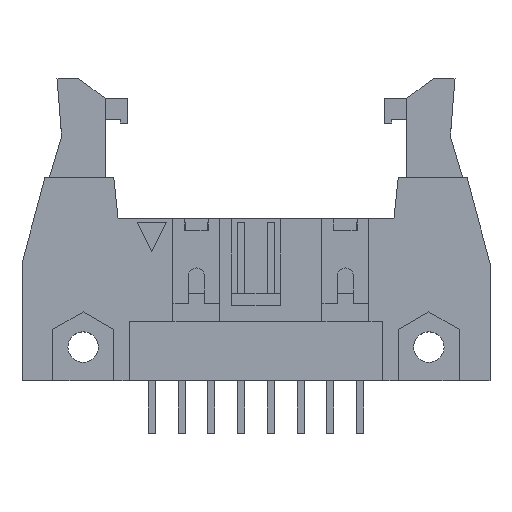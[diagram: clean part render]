
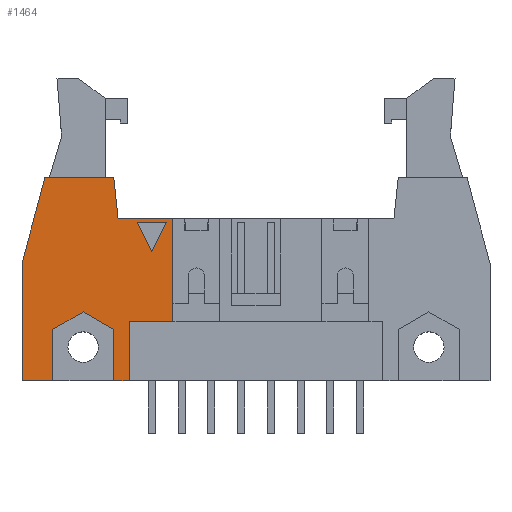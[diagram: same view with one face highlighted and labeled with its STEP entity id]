
A CAD part, top view. The second image highlights one B-rep face of the part: STEP entity #1464.
In plain terms, the highlighted planar face has unit normal (0, 0, 1).
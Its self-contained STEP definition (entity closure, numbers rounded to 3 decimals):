
#1205=FACE_BOUND('',#2283,.T.);
#1206=FACE_BOUND('',#2284,.T.);
#1464=ADVANCED_FACE('',(#1205,#1206),#1730,.T.);
#1730=PLANE('',#6483);
#2283=EDGE_LOOP('',(#3366,#3367,#3368));
#2284=EDGE_LOOP('',(#3369,#3370,#3371,#3372,#3373,#3374,#3375,#3376,#3377,
#3378,#3379,#3380,#3381,#3382));
#3366=ORIENTED_EDGE('',*,*,#4572,.T.);
#3367=ORIENTED_EDGE('',*,*,#4565,.T.);
#3368=ORIENTED_EDGE('',*,*,#4569,.T.);
#3369=ORIENTED_EDGE('',*,*,#4776,.T.);
#3370=ORIENTED_EDGE('',*,*,#4774,.F.);
#3371=ORIENTED_EDGE('',*,*,#4755,.F.);
#3372=ORIENTED_EDGE('',*,*,#4751,.F.);
#3373=ORIENTED_EDGE('',*,*,#4672,.F.);
#3374=ORIENTED_EDGE('',*,*,#4676,.F.);
#3375=ORIENTED_EDGE('',*,*,#4724,.F.);
#3376=ORIENTED_EDGE('',*,*,#4686,.T.);
#3377=ORIENTED_EDGE('',*,*,#4688,.T.);
#3378=ORIENTED_EDGE('',*,*,#4690,.T.);
#3379=ORIENTED_EDGE('',*,*,#4692,.T.);
#3380=ORIENTED_EDGE('',*,*,#4723,.F.);
#3381=ORIENTED_EDGE('',*,*,#4777,.T.);
#3382=ORIENTED_EDGE('',*,*,#4778,.T.);
#3987=VERTEX_POINT('',#8556);
#3988=VERTEX_POINT('',#8558);
#3990=VERTEX_POINT('',#8564);
#4062=VERTEX_POINT('',#8782);
#4063=VERTEX_POINT('',#8784);
#4065=VERTEX_POINT('',#8790);
#4073=VERTEX_POINT('',#8810);
#4074=VERTEX_POINT('',#8812);
#4075=VERTEX_POINT('',#8816);
#4076=VERTEX_POINT('',#8820);
#4077=VERTEX_POINT('',#8824);
#4101=VERTEX_POINT('',#8888);
#4116=VERTEX_POINT('',#8942);
#4119=VERTEX_POINT('',#8950);
#4133=VERTEX_POINT('',#8988);
#4134=VERTEX_POINT('',#8992);
#4135=VERTEX_POINT('',#8994);
#4565=EDGE_CURVE('',#3988,#3987,#5258,.T.);
#4569=EDGE_CURVE('',#3987,#3990,#5262,.T.);
#4572=EDGE_CURVE('',#3990,#3988,#5265,.T.);
#4672=EDGE_CURVE('',#4062,#4063,#5361,.T.);
#4676=EDGE_CURVE('',#4065,#4062,#5365,.T.);
#4686=EDGE_CURVE('',#4073,#4074,#5373,.T.);
#4688=EDGE_CURVE('',#4074,#4075,#5375,.T.);
#4690=EDGE_CURVE('',#4075,#4076,#5377,.T.);
#4692=EDGE_CURVE('',#4076,#4077,#5379,.T.);
#4723=EDGE_CURVE('',#4101,#4077,#5408,.T.);
#4724=EDGE_CURVE('',#4073,#4065,#5409,.T.);
#4751=EDGE_CURVE('',#4063,#4116,#5436,.T.);
#4755=EDGE_CURVE('',#4116,#4119,#5440,.T.);
#4774=EDGE_CURVE('',#4119,#4133,#5459,.T.);
#4776=EDGE_CURVE('',#4134,#4133,#5461,.T.);
#4777=EDGE_CURVE('',#4101,#4135,#5462,.T.);
#4778=EDGE_CURVE('',#4135,#4134,#5463,.T.);
#5258=LINE('',#8557,#5939);
#5262=LINE('',#8566,#5943);
#5265=LINE('',#8571,#5946);
#5361=LINE('',#8783,#6042);
#5365=LINE('',#8791,#6046);
#5373=LINE('',#8813,#6054);
#5375=LINE('',#8817,#6056);
#5377=LINE('',#8821,#6058);
#5379=LINE('',#8825,#6060);
#5408=LINE('',#8889,#6089);
#5409=LINE('',#8890,#6090);
#5436=LINE('',#8941,#6117);
#5440=LINE('',#8949,#6121);
#5459=LINE('',#8987,#6140);
#5461=LINE('',#8991,#6142);
#5462=LINE('',#8993,#6143);
#5463=LINE('',#8995,#6144);
#5939=VECTOR('',#7203,1.);
#5943=VECTOR('',#7209,1.);
#5946=VECTOR('',#7216,1.);
#6042=VECTOR('',#7402,1.);
#6046=VECTOR('',#7408,1.);
#6054=VECTOR('',#7426,1.);
#6056=VECTOR('',#7430,1.);
#6058=VECTOR('',#7434,1.);
#6060=VECTOR('',#7438,1.);
#6089=VECTOR('',#7489,1.);
#6090=VECTOR('',#7490,1.);
#6117=VECTOR('',#7537,1.);
#6121=VECTOR('',#7543,1.);
#6140=VECTOR('',#7572,1.);
#6142=VECTOR('',#7576,1.);
#6143=VECTOR('',#7577,1.);
#6144=VECTOR('',#7578,1.);
#6483=AXIS2_PLACEMENT_3D('',#8996,#7579,#7580);
#7203=DIRECTION('',(-0.447,-0.894,0.));
#7209=DIRECTION('',(-0.447,0.894,0.));
#7216=DIRECTION('',(1.,0.,0.));
#7402=DIRECTION('',(0.259,0.966,0.));
#7408=DIRECTION('',(0.,1.,0.));
#7426=DIRECTION('',(0.,1.,0.));
#7430=DIRECTION('',(0.866,0.5,0.));
#7434=DIRECTION('',(0.866,-0.5,0.));
#7438=DIRECTION('',(0.,-1.,0.));
#7489=DIRECTION('',(-1.,0.,0.));
#7490=DIRECTION('',(-1.,0.,0.));
#7537=DIRECTION('',(1.,0.,0.));
#7543=DIRECTION('',(0.103,-0.995,0.));
#7572=DIRECTION('',(1.,0.,0.));
#7576=DIRECTION('',(0.,1.,0.));
#7577=DIRECTION('',(0.,1.,0.));
#7578=DIRECTION('',(1.,0.,0.));
#7579=DIRECTION('',(0.,0.,1.));
#7580=DIRECTION('',(1.,0.,0.));
#8556=CARTESIAN_POINT('',(-20.513,13.59,8.5));
#8557=CARTESIAN_POINT('',(-19.263,16.09,8.5));
#8558=CARTESIAN_POINT('',(-19.263,16.09,8.5));
#8564=CARTESIAN_POINT('',(-21.763,16.09,8.5));
#8566=CARTESIAN_POINT('',(-20.513,13.59,8.5));
#8571=CARTESIAN_POINT('',(-21.763,16.09,8.5));
#8782=CARTESIAN_POINT('',(-31.573,12.59,8.5));
#8783=CARTESIAN_POINT('',(-31.573,12.59,8.5));
#8784=CARTESIAN_POINT('',(-29.617,19.89,8.5));
#8790=CARTESIAN_POINT('',(-31.573,2.59,8.5));
#8791=CARTESIAN_POINT('',(-31.573,2.59,8.5));
#8810=CARTESIAN_POINT('',(-28.953,2.59,8.5));
#8812=CARTESIAN_POINT('',(-28.953,6.945,8.5));
#8813=CARTESIAN_POINT('',(-28.953,2.59,8.5));
#8816=CARTESIAN_POINT('',(-26.353,8.446,8.5));
#8817=CARTESIAN_POINT('',(-28.953,6.945,8.5));
#8820=CARTESIAN_POINT('',(-23.753,6.945,8.5));
#8821=CARTESIAN_POINT('',(-26.353,8.446,8.5));
#8824=CARTESIAN_POINT('',(-23.753,2.59,8.5));
#8825=CARTESIAN_POINT('',(-23.753,6.945,8.5));
#8888=CARTESIAN_POINT('',(-22.433,2.59,8.5));
#8889=CARTESIAN_POINT('',(-22.433,2.59,8.5));
#8890=CARTESIAN_POINT('',(-28.953,2.59,8.5));
#8941=CARTESIAN_POINT('',(-29.617,19.89,8.5));
#8942=CARTESIAN_POINT('',(-23.748,19.89,8.5));
#8949=CARTESIAN_POINT('',(-23.748,19.89,8.5));
#8950=CARTESIAN_POINT('',(-23.384,16.39,8.5));
#8987=CARTESIAN_POINT('',(-23.384,16.39,8.5));
#8988=CARTESIAN_POINT('',(-18.703,16.39,8.5));
#8991=CARTESIAN_POINT('',(-18.703,7.59,8.5));
#8992=CARTESIAN_POINT('',(-18.703,7.59,8.5));
#8993=CARTESIAN_POINT('',(-22.433,2.59,8.5));
#8994=CARTESIAN_POINT('',(-22.433,7.59,8.5));
#8995=CARTESIAN_POINT('',(-22.433,7.59,8.5));
#8996=CARTESIAN_POINT('',(-33.568,1.725,8.5));
